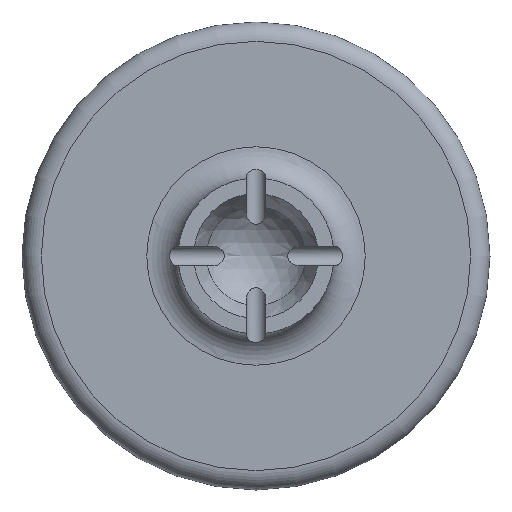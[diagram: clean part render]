
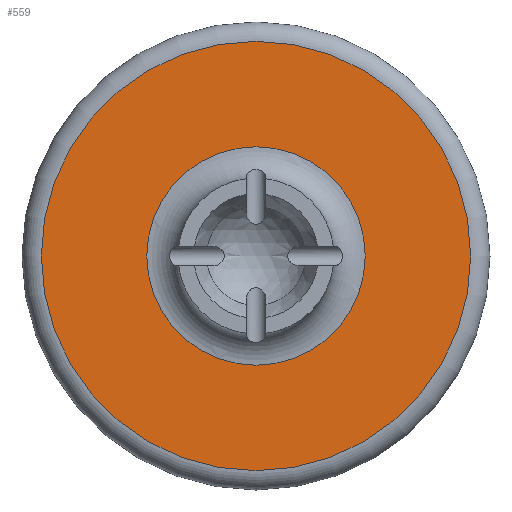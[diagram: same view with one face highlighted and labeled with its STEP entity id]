
A CAD part, left-side view. The second image highlights one B-rep face of the part: STEP entity #559.
In plain terms, the highlighted planar face has unit normal (-1, 0, 0).
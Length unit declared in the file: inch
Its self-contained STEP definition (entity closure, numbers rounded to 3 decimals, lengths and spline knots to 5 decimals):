
#36=FACE_BOUND('',#146,.T.);
#37=PLANE('',#615);
#114=FACE_OUTER_BOUND('',#145,.T.);
#145=EDGE_LOOP('',(#408));
#146=EDGE_LOOP('',(#409));
#176=CIRCLE('',#606,0.35);
#182=CIRCLE('',#616,0.688);
#239=VERTEX_POINT('',#939);
#252=VERTEX_POINT('',#1022);
#299=EDGE_CURVE('',#239,#239,#176,.T.);
#316=EDGE_CURVE('',#252,#252,#182,.T.);
#408=ORIENTED_EDGE('',*,*,#316,.F.);
#409=ORIENTED_EDGE('',*,*,#299,.F.);
#559=ADVANCED_FACE('',(#114,#36),#37,.T.);
#606=AXIS2_PLACEMENT_3D('',#941,#683,#684);
#615=AXIS2_PLACEMENT_3D('',#1021,#707,#708);
#616=AXIS2_PLACEMENT_3D('',#1023,#709,#710);
#683=DIRECTION('center_axis',(-1.,0.,0.));
#684=DIRECTION('ref_axis',(0.,-1.,0.));
#707=DIRECTION('center_axis',(-1.,0.,0.));
#708=DIRECTION('ref_axis',(0.,0.,1.));
#709=DIRECTION('center_axis',(1.,0.,0.));
#710=DIRECTION('ref_axis',(0.,-1.,0.));
#939=CARTESIAN_POINT('',(-2.70715,0.875,0.35));
#941=CARTESIAN_POINT('Origin',(-2.70715,0.875,0.));
#1021=CARTESIAN_POINT('Origin',(-2.70715,1.625,0.));
#1022=CARTESIAN_POINT('',(-2.70715,0.875,0.688));
#1023=CARTESIAN_POINT('Origin',(-2.70715,0.875,0.));
